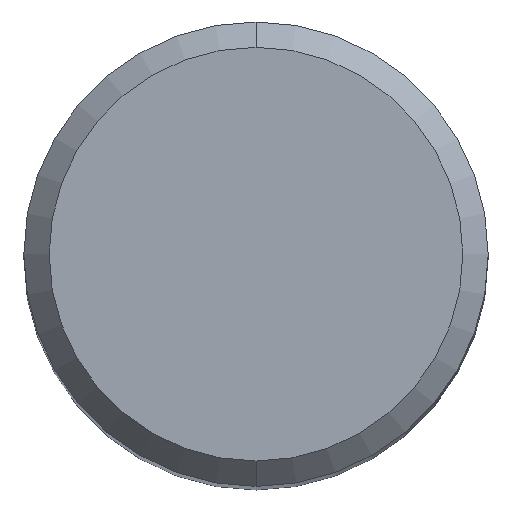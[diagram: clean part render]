
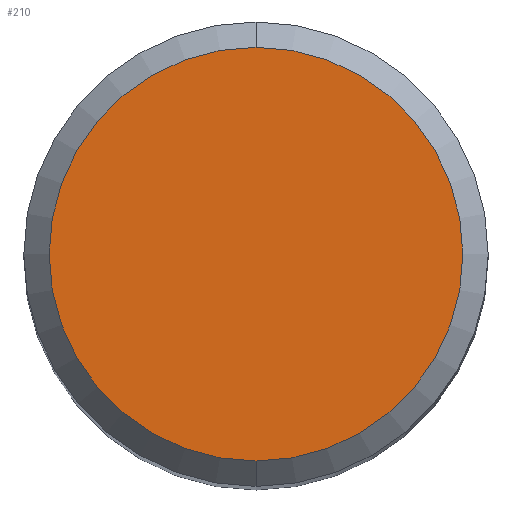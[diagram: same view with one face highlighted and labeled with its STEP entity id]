
A CAD part, top view. The second image highlights one B-rep face of the part: STEP entity #210.
In plain terms, the highlighted planar face has unit normal (0, 0, 1).
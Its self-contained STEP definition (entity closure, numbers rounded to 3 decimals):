
#210=ADVANCED_FACE('',(#514),#515,.T.);
#268=VERTEX_POINT('',#580);
#272=EDGE_CURVE('',#268,#454,#584,.T.);
#306=EDGE_CURVE('',#454,#268,#620,.T.);
#454=VERTEX_POINT('',#785);
#514=FACE_OUTER_BOUND('',#875,.T.);
#515=PLANE('',#876);
#580=CARTESIAN_POINT('',(0.0,4.9,0.0));
#584=CIRCLE('',#1048,4.9);
#620=CIRCLE('',#1112,4.9);
#785=CARTESIAN_POINT('',(0.,-4.9,0.0));
#875=EDGE_LOOP('',(#1513,#1514));
#876=AXIS2_PLACEMENT_3D('',#1515,#1516,#1517);
#1048=AXIS2_PLACEMENT_3D('',#1596,#1597,#1598);
#1112=AXIS2_PLACEMENT_3D('',#1621,#1622,#1623);
#1513=ORIENTED_EDGE('',*,*,#272,.F.);
#1514=ORIENTED_EDGE('',*,*,#306,.F.);
#1515=CARTESIAN_POINT('',(0.0,2.45,0.0));
#1516=DIRECTION('',(-0.0,0.0,1.0));
#1517=DIRECTION('',(0.0,-1.0,0.0));
#1596=CARTESIAN_POINT('',(0.0,0.0,0.0));
#1597=DIRECTION('',(0.0,0.0,-1.0));
#1598=DIRECTION('',(0.0,1.0,0.0));
#1621=CARTESIAN_POINT('',(0.0,0.0,0.0));
#1622=DIRECTION('',(0.0,0.0,-1.0));
#1623=DIRECTION('',(0.0,1.0,0.0));
